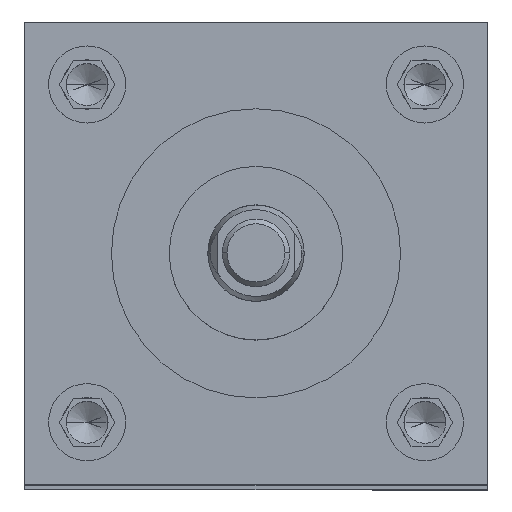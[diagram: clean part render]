
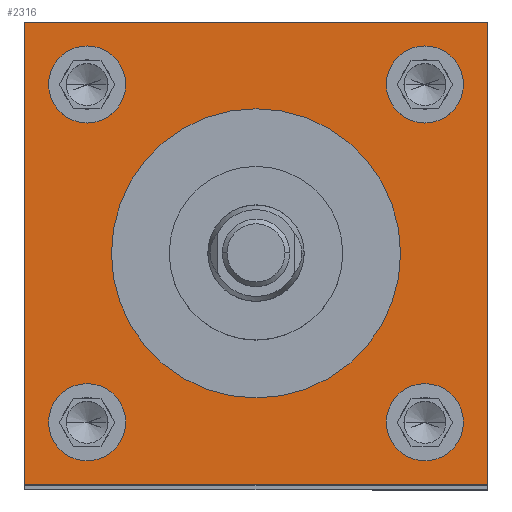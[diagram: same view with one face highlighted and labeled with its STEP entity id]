
A CAD part, top view. The second image highlights one B-rep face of the part: STEP entity #2316.
In plain terms, the highlighted planar face has unit normal (0, 0, 1).
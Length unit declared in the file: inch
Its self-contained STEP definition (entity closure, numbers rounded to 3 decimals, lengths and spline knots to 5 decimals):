
#56 = ORIENTED_EDGE ( 'NONE', *, *, #2201, .F. ) ;
#57 = AXIS2_PLACEMENT_3D ( 'NONE', #2931, #4402, #3033 ) ;
#117 = VERTEX_POINT ( 'NONE', #5803 ) ;
#232 = DIRECTION ( 'NONE',  ( -1., 0., 0. ) ) ;
#244 = AXIS2_PLACEMENT_3D ( 'NONE', #659, #5026, #232 ) ;
#263 = LINE ( 'NONE', #5119, #1504 ) ;
#265 = EDGE_LOOP ( 'NONE', ( #1580, #1474 ) ) ;
#268 = VECTOR ( 'NONE', #4380, 39.37008 ) ;
#310 = VERTEX_POINT ( 'NONE', #2299 ) ;
#359 = CARTESIAN_POINT ( 'NONE',  ( 1.5, -1.5, 19.75 ) ) ;
#370 = EDGE_CURVE ( 'NONE', #310, #1492, #3334, .T. ) ;
#425 = DIRECTION ( 'NONE',  ( 0., 0., 1. ) ) ;
#467 = ORIENTED_EDGE ( 'NONE', *, *, #5528, .T. ) ;
#481 = CIRCLE ( 'NONE', #5500, 0.25 ) ;
#488 = EDGE_CURVE ( 'NONE', #2770, #4284, #3598, .T. ) ;
#523 = DIRECTION ( 'NONE',  ( 0., 0., 1. ) ) ;
#611 = EDGE_CURVE ( 'NONE', #1492, #837, #2815, .T. ) ;
#644 = CARTESIAN_POINT ( 'NONE',  ( 0.9375, 0., 19.75 ) ) ;
#659 = CARTESIAN_POINT ( 'NONE',  ( -1.5, 1.5, 19.75 ) ) ;
#675 = ORIENTED_EDGE ( 'NONE', *, *, #5328, .T. ) ;
#685 = DIRECTION ( 'NONE',  ( 1., 0., 0. ) ) ;
#701 = AXIS2_PLACEMENT_3D ( 'NONE', #4379, #5331, #2385 ) ;
#718 = CARTESIAN_POINT ( 'NONE',  ( -1.095, 1.095, 19.75 ) ) ;
#800 = VERTEX_POINT ( 'NONE', #1396 ) ;
#837 = VERTEX_POINT ( 'NONE', #4853 ) ;
#849 = CARTESIAN_POINT ( 'NONE',  ( 0.845, -1.095, 19.75 ) ) ;
#886 = DIRECTION ( 'NONE',  ( 1., 0., 0. ) ) ;
#1150 = DIRECTION ( 'NONE',  ( 0., 0., 1. ) ) ;
#1177 = FACE_BOUND ( 'NONE', #2001, .T. ) ;
#1363 = CARTESIAN_POINT ( 'NONE',  ( 1.095, 1.095, 19.75 ) ) ;
#1377 = DIRECTION ( 'NONE',  ( -1., 0., 0. ) ) ;
#1396 = CARTESIAN_POINT ( 'NONE',  ( 1.345, 1.095, 19.75 ) ) ;
#1449 = EDGE_LOOP ( 'NONE', ( #4480, #5130 ) ) ;
#1474 = ORIENTED_EDGE ( 'NONE', *, *, #1890, .F. ) ;
#1492 = VERTEX_POINT ( 'NONE', #2521 ) ;
#1504 = VECTOR ( 'NONE', #2288, 39.37008 ) ;
#1546 = VERTEX_POINT ( 'NONE', #5409 ) ;
#1580 = ORIENTED_EDGE ( 'NONE', *, *, #4831, .F. ) ;
#1613 = VECTOR ( 'NONE', #1377, 39.37008 ) ;
#1631 = CARTESIAN_POINT ( 'NONE',  ( -1.095, -1.095, 19.75 ) ) ;
#1632 = FACE_BOUND ( 'NONE', #265, .T. ) ;
#1802 = DIRECTION ( 'NONE',  ( 0., 0., 1. ) ) ;
#1890 = EDGE_CURVE ( 'NONE', #2819, #3307, #3153, .T. ) ;
#1899 = CARTESIAN_POINT ( 'NONE',  ( -1.345, -1.095, 19.75 ) ) ;
#1941 = CIRCLE ( 'NONE', #2859, 0.25 ) ;
#2001 = EDGE_LOOP ( 'NONE', ( #2482, #4942 ) ) ;
#2150 = PLANE ( 'NONE',  #244 ) ;
#2186 = CARTESIAN_POINT ( 'NONE',  ( -1.345, 1.095, 19.75 ) ) ;
#2201 = EDGE_CURVE ( 'NONE', #800, #1546, #3672, .T. ) ;
#2288 = DIRECTION ( 'NONE',  ( 0., -1., 0. ) ) ;
#2299 = CARTESIAN_POINT ( 'NONE',  ( -1.5, -1.5, 19.75 ) ) ;
#2316 = ADVANCED_FACE ( 'NONE', ( #3074, #2569, #3540, #1632, #1177, #3104 ), #2150, .F. ) ;
#2345 = LINE ( 'NONE', #2380, #1613 ) ;
#2380 = CARTESIAN_POINT ( 'NONE',  ( -1.5, 1.5, 19.75 ) ) ;
#2385 = DIRECTION ( 'NONE',  ( 1., 0., 0. ) ) ;
#2444 = CIRCLE ( 'NONE', #4862, 0.25 ) ;
#2482 = ORIENTED_EDGE ( 'NONE', *, *, #3167, .F. ) ;
#2521 = CARTESIAN_POINT ( 'NONE',  ( 1.5, -1.5, 19.75 ) ) ;
#2533 = CIRCLE ( 'NONE', #701, 0.9375 ) ;
#2556 = CIRCLE ( 'NONE', #3159, 0.25 ) ;
#2569 = FACE_BOUND ( 'NONE', #2898, .T. ) ;
#2770 = VERTEX_POINT ( 'NONE', #3177 ) ;
#2802 = DIRECTION ( 'NONE',  ( 0., 0., 1. ) ) ;
#2815 = LINE ( 'NONE', #359, #4493 ) ;
#2819 = VERTEX_POINT ( 'NONE', #2186 ) ;
#2859 = AXIS2_PLACEMENT_3D ( 'NONE', #1631, #1150, #5025 ) ;
#2898 = EDGE_LOOP ( 'NONE', ( #56, #3783 ) ) ;
#2931 = CARTESIAN_POINT ( 'NONE',  ( 0., 0., 19.75 ) ) ;
#3026 = EDGE_CURVE ( 'NONE', #4181, #3520, #481, .T. ) ;
#3033 = DIRECTION ( 'NONE',  ( 1., 0., 0. ) ) ;
#3074 = FACE_BOUND ( 'NONE', #1449, .T. ) ;
#3104 = FACE_OUTER_BOUND ( 'NONE', #5741, .T. ) ;
#3108 = DIRECTION ( 'NONE',  ( 0., 0., 1. ) ) ;
#3115 = VERTEX_POINT ( 'NONE', #3897 ) ;
#3153 = CIRCLE ( 'NONE', #5549, 0.25 ) ;
#3159 = AXIS2_PLACEMENT_3D ( 'NONE', #1363, #5226, #886 ) ;
#3167 = EDGE_CURVE ( 'NONE', #3686, #3115, #4793, .T. ) ;
#3177 = CARTESIAN_POINT ( 'NONE',  ( -0.845, -1.095, 19.75 ) ) ;
#3307 = VERTEX_POINT ( 'NONE', #6022 ) ;
#3334 = LINE ( 'NONE', #4875, #268 ) ;
#3520 = VERTEX_POINT ( 'NONE', #4946 ) ;
#3540 = FACE_BOUND ( 'NONE', #5533, .T. ) ;
#3598 = CIRCLE ( 'NONE', #4519, 0.25 ) ;
#3672 = CIRCLE ( 'NONE', #4487, 0.25 ) ;
#3686 = VERTEX_POINT ( 'NONE', #644 ) ;
#3730 = DIRECTION ( 'NONE',  ( 1., 0., 0. ) ) ;
#3783 = ORIENTED_EDGE ( 'NONE', *, *, #3837, .F. ) ;
#3837 = EDGE_CURVE ( 'NONE', #1546, #800, #2556, .T. ) ;
#3897 = CARTESIAN_POINT ( 'NONE',  ( -0.9375, 0., 19.75 ) ) ;
#4181 = VERTEX_POINT ( 'NONE', #849 ) ;
#4284 = VERTEX_POINT ( 'NONE', #1899 ) ;
#4323 = DIRECTION ( 'NONE',  ( 1., 0., 0. ) ) ;
#4351 = EDGE_CURVE ( 'NONE', #3115, #3686, #2533, .T. ) ;
#4379 = CARTESIAN_POINT ( 'NONE',  ( 0., 0., 19.75 ) ) ;
#4380 = DIRECTION ( 'NONE',  ( 1., 0., 0. ) ) ;
#4384 = DIRECTION ( 'NONE',  ( 0., 0., 1. ) ) ;
#4402 = DIRECTION ( 'NONE',  ( 0., 0., 1. ) ) ;
#4472 = CARTESIAN_POINT ( 'NONE',  ( 1.095, -1.095, 19.75 ) ) ;
#4480 = ORIENTED_EDGE ( 'NONE', *, *, #4804, .F. ) ;
#4487 = AXIS2_PLACEMENT_3D ( 'NONE', #4842, #4384, #5771 ) ;
#4493 = VECTOR ( 'NONE', #5703, 39.37008 ) ;
#4519 = AXIS2_PLACEMENT_3D ( 'NONE', #5712, #425, #4323 ) ;
#4633 = DIRECTION ( 'NONE',  ( 1., 0., 0. ) ) ;
#4690 = CARTESIAN_POINT ( 'NONE',  ( 1.095, -1.095, 19.75 ) ) ;
#4793 = CIRCLE ( 'NONE', #57, 0.9375 ) ;
#4804 = EDGE_CURVE ( 'NONE', #3520, #4181, #5552, .T. ) ;
#4831 = EDGE_CURVE ( 'NONE', #3307, #2819, #2444, .T. ) ;
#4842 = CARTESIAN_POINT ( 'NONE',  ( 1.095, 1.095, 19.75 ) ) ;
#4853 = CARTESIAN_POINT ( 'NONE',  ( 1.5, 1.5, 19.75 ) ) ;
#4862 = AXIS2_PLACEMENT_3D ( 'NONE', #718, #2802, #4633 ) ;
#4875 = CARTESIAN_POINT ( 'NONE',  ( -1.5, -1.5, 19.75 ) ) ;
#4942 = ORIENTED_EDGE ( 'NONE', *, *, #4351, .F. ) ;
#4946 = CARTESIAN_POINT ( 'NONE',  ( 1.345, -1.095, 19.75 ) ) ;
#5025 = DIRECTION ( 'NONE',  ( 1., 0., 0. ) ) ;
#5026 = DIRECTION ( 'NONE',  ( 0., 0., -1. ) ) ;
#5040 = ORIENTED_EDGE ( 'NONE', *, *, #488, .F. ) ;
#5119 = CARTESIAN_POINT ( 'NONE',  ( -1.5, -1.5, 19.75 ) ) ;
#5130 = ORIENTED_EDGE ( 'NONE', *, *, #3026, .F. ) ;
#5216 = EDGE_CURVE ( 'NONE', #4284, #2770, #1941, .T. ) ;
#5226 = DIRECTION ( 'NONE',  ( 0., 0., 1. ) ) ;
#5310 = CARTESIAN_POINT ( 'NONE',  ( -1.095, 1.095, 19.75 ) ) ;
#5328 = EDGE_CURVE ( 'NONE', #117, #310, #263, .T. ) ;
#5331 = DIRECTION ( 'NONE',  ( 0., 0., 1. ) ) ;
#5389 = ORIENTED_EDGE ( 'NONE', *, *, #611, .T. ) ;
#5409 = CARTESIAN_POINT ( 'NONE',  ( 0.845, 1.095, 19.75 ) ) ;
#5500 = AXIS2_PLACEMENT_3D ( 'NONE', #4690, #1802, #3730 ) ;
#5518 = ORIENTED_EDGE ( 'NONE', *, *, #370, .T. ) ;
#5528 = EDGE_CURVE ( 'NONE', #837, #117, #2345, .T. ) ;
#5533 = EDGE_LOOP ( 'NONE', ( #5040, #6161 ) ) ;
#5549 = AXIS2_PLACEMENT_3D ( 'NONE', #5310, #523, #5808 ) ;
#5552 = CIRCLE ( 'NONE', #6165, 0.25 ) ;
#5703 = DIRECTION ( 'NONE',  ( 0., 1., 0. ) ) ;
#5712 = CARTESIAN_POINT ( 'NONE',  ( -1.095, -1.095, 19.75 ) ) ;
#5741 = EDGE_LOOP ( 'NONE', ( #675, #5518, #5389, #467 ) ) ;
#5771 = DIRECTION ( 'NONE',  ( 1., 0., 0. ) ) ;
#5803 = CARTESIAN_POINT ( 'NONE',  ( -1.5, 1.5, 19.75 ) ) ;
#5808 = DIRECTION ( 'NONE',  ( 1., 0., 0. ) ) ;
#6022 = CARTESIAN_POINT ( 'NONE',  ( -0.845, 1.095, 19.75 ) ) ;
#6161 = ORIENTED_EDGE ( 'NONE', *, *, #5216, .F. ) ;
#6165 = AXIS2_PLACEMENT_3D ( 'NONE', #4472, #3108, #685 ) ;
